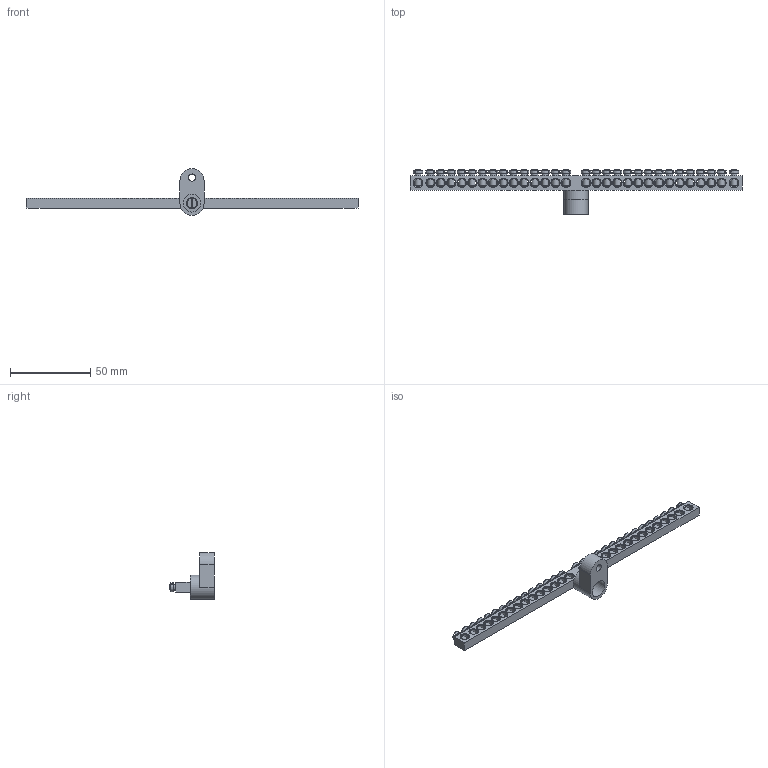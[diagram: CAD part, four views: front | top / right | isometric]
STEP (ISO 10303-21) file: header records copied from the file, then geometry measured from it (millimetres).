
FILE_DESCRIPTION(/* description */ (''),/* implementation_level */ '2;1');
FILE_NAME(/* name */ 'Шина PE 6х9-30_1 на одном угловом изоляторе.stp',/* time_stamp */ '2021-04-12T22:37:58+03:00',/* author */ ('Admin'),/* organization */ (''),/* preprocessor_version */ 'ST-DEVELOPER v15.6',/* originating_system */ 'Autodesk Inventor 2015',/* authorisation */ '');
FILE_SCHEMA (('AUTOMOTIVE_DESIGN { 1 0 10303 214 3 1 1 }'));
Length unit declared in the file: millimetre
Products named in the file (5): 6х9-30_1; Винт M4x8; Изолятор \X2\04430433043B
 желтый; DIN 84 - M4 x 10; Шина PE, N на \X2\043E0434043D043E043C
\X0\ угловом \X2\04380437043E043B044F0442

Assembly tree (33 placements, depth 2):
  Шина PE, N на \X2\043E0434043D043E043C
\X0\ угловом \X2\04380437043E043B044F0442

    6х9-30_1
    Винт M4x8  x30
    Изолятор \X2\04430433043B
 желтый
    DIN 84 - M4 x 10
Bounding box: 207 x 27.65 x 29 mm (x, y, z)
Volume: 14545.8 mm3; surface area: 16587.8 mm2
Topology: 33 solids, 33 shells, 902 faces, 2366 edges, 1562 vertices
Faces by surface type: plane 469, cone 153, cylinder 98, torus 92, sphere 60, bspline 30
Full cylindrical faces by diameter (mm): 3.242 x31, 3.621 x1, 3.9 x30, 4 x1, 4.5 x2, 5 x30, 11 x1, 15 x1
Entity records: 6312 total; most frequent: CARTESIAN_POINT 1906, DIRECTION 886, ORIENTED_EDGE 598, EDGE_LOOP 439, AXIS2_PLACEMENT_3D 420, EDGE_CURVE 299, VERTEX_POINT 266, FACE_BOUND 262
